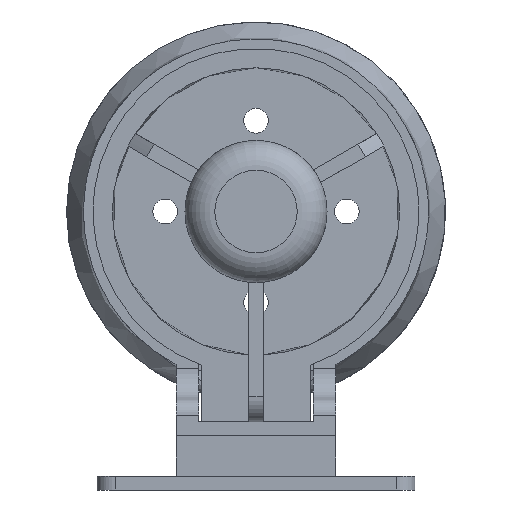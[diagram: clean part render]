
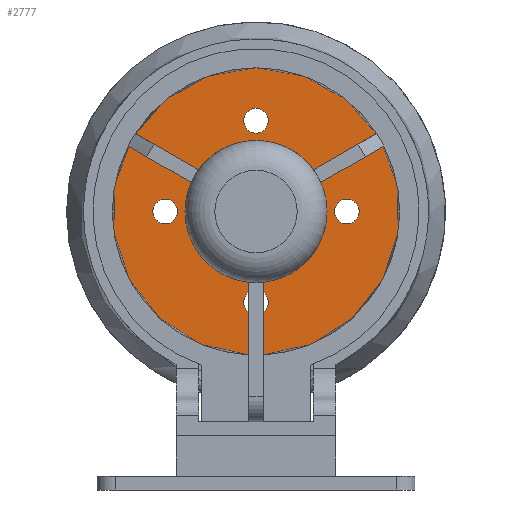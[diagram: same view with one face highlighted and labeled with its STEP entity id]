
A CAD part, front view. The second image highlights one B-rep face of the part: STEP entity #2777.
In plain terms, the highlighted planar face has unit normal (0, -1, 0).
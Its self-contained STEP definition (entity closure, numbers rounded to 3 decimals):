
#120=FACE_BOUND('',#584,.T.);
#121=FACE_BOUND('',#585,.T.);
#122=FACE_BOUND('',#586,.T.);
#123=FACE_BOUND('',#587,.T.);
#124=FACE_BOUND('',#588,.T.);
#125=FACE_BOUND('',#589,.T.);
#126=FACE_BOUND('',#590,.T.);
#127=FACE_BOUND('',#591,.T.);
#128=FACE_BOUND('',#592,.T.);
#129=FACE_BOUND('',#593,.T.);
#230=PLANE('',#3150);
#378=FACE_OUTER_BOUND('',#583,.T.);
#583=EDGE_LOOP('',(#2420));
#584=EDGE_LOOP('',(#2421));
#585=EDGE_LOOP('',(#2422));
#586=EDGE_LOOP('',(#2423));
#587=EDGE_LOOP('',(#2424));
#588=EDGE_LOOP('',(#2425));
#589=EDGE_LOOP('',(#2426));
#590=EDGE_LOOP('',(#2427));
#591=EDGE_LOOP('',(#2428));
#592=EDGE_LOOP('',(#2429));
#593=EDGE_LOOP('',(#2430));
#1146=CIRCLE('',#3129,2.725);
#1147=CIRCLE('',#3131,2.725);
#1148=CIRCLE('',#3133,2.725);
#1149=CIRCLE('',#3135,2.725);
#1150=CIRCLE('',#3137,1.7);
#1151=CIRCLE('',#3139,1.7);
#1152=CIRCLE('',#3141,1.7);
#1153=CIRCLE('',#3143,1.7);
#1154=CIRCLE('',#3145,1.7);
#1155=CIRCLE('',#3147,1.7);
#1156=CIRCLE('',#3149,41.755);
#1376=VERTEX_POINT('',#5350);
#1377=VERTEX_POINT('',#5354);
#1378=VERTEX_POINT('',#5358);
#1379=VERTEX_POINT('',#5362);
#1380=VERTEX_POINT('',#5366);
#1381=VERTEX_POINT('',#5370);
#1382=VERTEX_POINT('',#5374);
#1383=VERTEX_POINT('',#5378);
#1384=VERTEX_POINT('',#5382);
#1385=VERTEX_POINT('',#5386);
#1386=VERTEX_POINT('',#5390);
#1722=EDGE_CURVE('',#1376,#1376,#1146,.T.);
#1724=EDGE_CURVE('',#1377,#1377,#1147,.T.);
#1726=EDGE_CURVE('',#1378,#1378,#1148,.T.);
#1728=EDGE_CURVE('',#1379,#1379,#1149,.T.);
#1730=EDGE_CURVE('',#1380,#1380,#1150,.T.);
#1732=EDGE_CURVE('',#1381,#1381,#1151,.T.);
#1734=EDGE_CURVE('',#1382,#1382,#1152,.T.);
#1736=EDGE_CURVE('',#1383,#1383,#1153,.T.);
#1738=EDGE_CURVE('',#1384,#1384,#1154,.T.);
#1740=EDGE_CURVE('',#1385,#1385,#1155,.T.);
#1742=EDGE_CURVE('',#1386,#1386,#1156,.T.);
#2420=ORIENTED_EDGE('',*,*,#1742,.F.);
#2421=ORIENTED_EDGE('',*,*,#1722,.T.);
#2422=ORIENTED_EDGE('',*,*,#1724,.T.);
#2423=ORIENTED_EDGE('',*,*,#1726,.T.);
#2424=ORIENTED_EDGE('',*,*,#1728,.T.);
#2425=ORIENTED_EDGE('',*,*,#1740,.F.);
#2426=ORIENTED_EDGE('',*,*,#1738,.F.);
#2427=ORIENTED_EDGE('',*,*,#1736,.F.);
#2428=ORIENTED_EDGE('',*,*,#1734,.F.);
#2429=ORIENTED_EDGE('',*,*,#1732,.F.);
#2430=ORIENTED_EDGE('',*,*,#1730,.F.);
#2777=ADVANCED_FACE('',(#378,#120,#121,#122,#123,#124,#125,#126,#127,#128,
#129),#230,.F.);
#3129=AXIS2_PLACEMENT_3D('',#5352,#3870,#3871);
#3131=AXIS2_PLACEMENT_3D('',#5356,#3875,#3876);
#3133=AXIS2_PLACEMENT_3D('',#5360,#3880,#3881);
#3135=AXIS2_PLACEMENT_3D('',#5364,#3885,#3886);
#3137=AXIS2_PLACEMENT_3D('',#5368,#3890,#3891);
#3139=AXIS2_PLACEMENT_3D('',#5372,#3895,#3896);
#3141=AXIS2_PLACEMENT_3D('',#5376,#3900,#3901);
#3143=AXIS2_PLACEMENT_3D('',#5380,#3905,#3906);
#3145=AXIS2_PLACEMENT_3D('',#5384,#3910,#3911);
#3147=AXIS2_PLACEMENT_3D('',#5388,#3915,#3916);
#3149=AXIS2_PLACEMENT_3D('',#5392,#3920,#3921);
#3150=AXIS2_PLACEMENT_3D('',#5393,#3922,#3923);
#3870=DIRECTION('center_axis',(0.,1.,0.));
#3871=DIRECTION('ref_axis',(1.,0.,0.));
#3875=DIRECTION('center_axis',(0.,1.,0.));
#3876=DIRECTION('ref_axis',(1.,0.,0.));
#3880=DIRECTION('center_axis',(0.,1.,0.));
#3881=DIRECTION('ref_axis',(1.,0.,0.));
#3885=DIRECTION('center_axis',(0.,1.,0.));
#3886=DIRECTION('ref_axis',(1.,0.,0.));
#3890=DIRECTION('center_axis',(0.,-1.,0.));
#3891=DIRECTION('ref_axis',(1.,0.,0.));
#3895=DIRECTION('center_axis',(0.,-1.,0.));
#3896=DIRECTION('ref_axis',(1.,0.,0.));
#3900=DIRECTION('center_axis',(0.,-1.,0.));
#3901=DIRECTION('ref_axis',(1.,0.,0.));
#3905=DIRECTION('center_axis',(0.,-1.,0.));
#3906=DIRECTION('ref_axis',(1.,0.,0.));
#3910=DIRECTION('center_axis',(0.,-1.,0.));
#3911=DIRECTION('ref_axis',(1.,0.,0.));
#3915=DIRECTION('center_axis',(0.,-1.,0.));
#3916=DIRECTION('ref_axis',(1.,0.,0.));
#3920=DIRECTION('center_axis',(0.,1.,0.));
#3921=DIRECTION('ref_axis',(1.,0.,0.));
#3922=DIRECTION('center_axis',(0.,1.,0.));
#3923=DIRECTION('ref_axis',(1.,0.,0.));
#5350=CARTESIAN_POINT('',(17.275,93.72,0.));
#5352=CARTESIAN_POINT('Origin',(20.,93.72,0.));
#5354=CARTESIAN_POINT('',(-2.725,93.72,-20.));
#5356=CARTESIAN_POINT('Origin',(0.,93.72,-20.));
#5358=CARTESIAN_POINT('',(-2.725,93.72,20.));
#5360=CARTESIAN_POINT('Origin',(0.,93.72,20.));
#5362=CARTESIAN_POINT('',(-22.725,93.72,0.));
#5364=CARTESIAN_POINT('Origin',(-20.,93.72,0.));
#5366=CARTESIAN_POINT('',(-1.7,93.72,36.755));
#5368=CARTESIAN_POINT('Origin',(0.,93.72,36.755));
#5370=CARTESIAN_POINT('',(-35.255,93.72,15.));
#5372=CARTESIAN_POINT('Origin',(-33.555,93.72,15.));
#5374=CARTESIAN_POINT('',(31.855,93.72,-15.));
#5376=CARTESIAN_POINT('Origin',(33.555,93.72,-15.));
#5378=CARTESIAN_POINT('',(31.855,93.72,15.));
#5380=CARTESIAN_POINT('Origin',(33.555,93.72,15.));
#5382=CARTESIAN_POINT('',(-35.255,93.72,-15.));
#5384=CARTESIAN_POINT('Origin',(-33.555,93.72,-15.));
#5386=CARTESIAN_POINT('',(-1.7,93.72,-36.755));
#5388=CARTESIAN_POINT('Origin',(0.,93.72,-36.755));
#5390=CARTESIAN_POINT('',(-41.755,93.72,0.));
#5392=CARTESIAN_POINT('Origin',(0.,93.72,0.));
#5393=CARTESIAN_POINT('Origin',(0.,93.72,0.));
